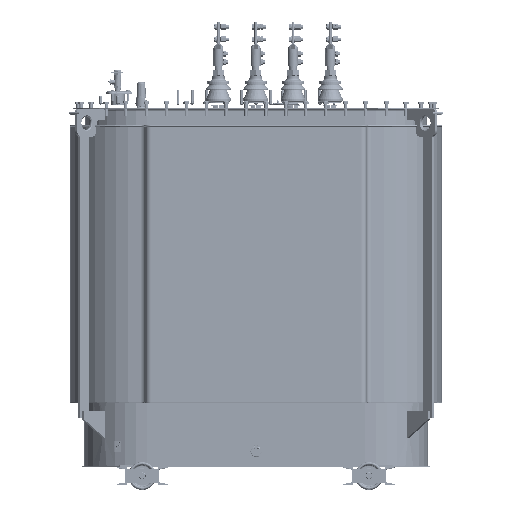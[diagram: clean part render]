
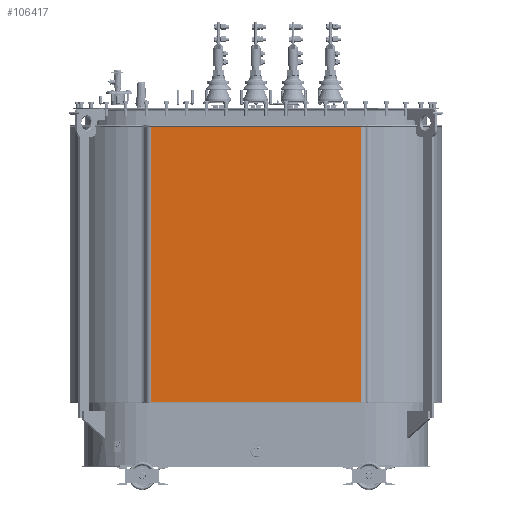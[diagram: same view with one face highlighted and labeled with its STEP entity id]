
A CAD part, top view. The second image highlights one B-rep face of the part: STEP entity #106417.
In plain terms, the highlighted planar face has unit normal (0, 0, -1).
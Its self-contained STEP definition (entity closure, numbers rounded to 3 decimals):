
#7603=LINE('',#193357,#14419);
#7627=LINE('',#193440,#14443);
#7628=LINE('',#193443,#14444);
#7629=LINE('',#193444,#14445);
#14419=VECTOR('',#142296,1000.);
#14443=VECTOR('',#142382,1000.);
#14444=VECTOR('',#142387,760.);
#14445=VECTOR('',#142388,760.);
#23712=FACE_OUTER_BOUND('',#36277,.T.);
#36277=EDGE_LOOP('',(#90816,#90817,#90818,#90819));
#49815=VERTEX_POINT('',#193351);
#49817=VERTEX_POINT('',#193355);
#49844=VERTEX_POINT('',#193437);
#49845=VERTEX_POINT('',#193439);
#63445=EDGE_CURVE('',#49815,#49817,#7603,.T.);
#63486=EDGE_CURVE('',#49844,#49845,#7627,.T.);
#63488=EDGE_CURVE('',#49815,#49844,#7628,.T.);
#63489=EDGE_CURVE('',#49817,#49845,#7629,.T.);
#90816=ORIENTED_EDGE('',*,*,#63488,.F.);
#90817=ORIENTED_EDGE('',*,*,#63445,.T.);
#90818=ORIENTED_EDGE('',*,*,#63489,.T.);
#90819=ORIENTED_EDGE('',*,*,#63486,.F.);
#94090=PLANE('',#116230);
#106417=ADVANCED_FACE('',(#23712),#94090,.F.);
#116230=AXIS2_PLACEMENT_3D('',#193442,#142385,#142386);
#142296=DIRECTION('',(0.,1.,0.));
#142382=DIRECTION('',(0.,1.,0.));
#142385=DIRECTION('center_axis',(0.,0.,1.));
#142386=DIRECTION('ref_axis',(1.,0.,0.));
#142387=DIRECTION('',(1.,0.,0.));
#142388=DIRECTION('',(1.,0.,0.));
#193351=CARTESIAN_POINT('',(-380.,233.,441.));
#193355=CARTESIAN_POINT('',(-380.,1233.,441.));
#193357=CARTESIAN_POINT('',(-380.,233.,441.));
#193437=CARTESIAN_POINT('',(380.,233.,441.));
#193439=CARTESIAN_POINT('',(380.,1233.,441.));
#193440=CARTESIAN_POINT('',(380.,233.,441.));
#193442=CARTESIAN_POINT('Origin',(-380.,233.,441.));
#193443=CARTESIAN_POINT('',(-380.,233.,441.));
#193444=CARTESIAN_POINT('',(-380.,1233.,441.));
